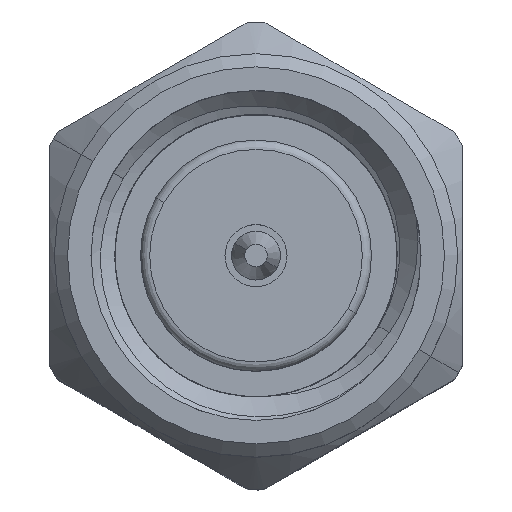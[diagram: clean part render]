
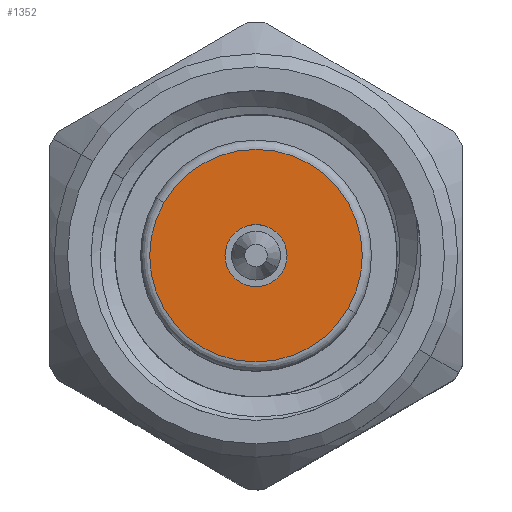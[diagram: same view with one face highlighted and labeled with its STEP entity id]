
A CAD part, top view. The second image highlights one B-rep face of the part: STEP entity #1352.
In plain terms, the highlighted face is planar.
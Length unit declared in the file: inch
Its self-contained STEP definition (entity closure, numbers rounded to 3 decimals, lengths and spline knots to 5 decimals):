
#16 = ORIENTED_EDGE ( 'NONE', *, *, #2233, .T. ) ;
#42 = FACE_BOUND ( 'NONE', #251, .T. ) ;
#47 = CARTESIAN_POINT ( 'NONE',  ( 0.1, 0., 0.0805 ) ) ;
#55 = DIRECTION ( 'NONE',  ( 0., 0., -1. ) ) ;
#89 = CARTESIAN_POINT ( 'NONE',  ( 0.1, 0., -0.0805 ) ) ;
#248 = ORIENTED_EDGE ( 'NONE', *, *, #1629, .F. ) ;
#251 = EDGE_LOOP ( 'NONE', ( #1528, #248 ) ) ;
#355 = CIRCLE ( 'NONE', #776, 0.0235 ) ;
#386 = CARTESIAN_POINT ( 'NONE',  ( 0.1, 0., 0. ) ) ;
#637 = DIRECTION ( 'NONE',  ( 0., 0., -1. ) ) ;
#723 = CIRCLE ( 'NONE', #1383, 0.0805 ) ;
#776 = AXIS2_PLACEMENT_3D ( 'NONE', #1901, #2174, #637 ) ;
#791 = EDGE_CURVE ( 'NONE', #1578, #3212, #1105, .T. ) ;
#1049 = CARTESIAN_POINT ( 'NONE',  ( 0.1, 0., 0. ) ) ;
#1077 = VERTEX_POINT ( 'NONE', #47 ) ;
#1093 = CARTESIAN_POINT ( 'NONE',  ( 0.1, 0., 0. ) ) ;
#1105 = CIRCLE ( 'NONE', #2139, 0.0235 ) ;
#1291 = ORIENTED_EDGE ( 'NONE', *, *, #2789, .T. ) ;
#1352 = ADVANCED_FACE ( 'NONE', ( #2408, #42 ), #1911, .F. ) ;
#1383 = AXIS2_PLACEMENT_3D ( 'NONE', #2644, #2366, #1558 ) ;
#1450 = CARTESIAN_POINT ( 'NONE',  ( 0.1, 0., 0.0235 ) ) ;
#1528 = ORIENTED_EDGE ( 'NONE', *, *, #791, .F. ) ;
#1530 = CARTESIAN_POINT ( 'NONE',  ( 0.1, 0., -0.0235 ) ) ;
#1558 = DIRECTION ( 'NONE',  ( 0., 0., -1. ) ) ;
#1578 = VERTEX_POINT ( 'NONE', #1530 ) ;
#1623 = DIRECTION ( 'NONE',  ( -1., 0., 0. ) ) ;
#1629 = EDGE_CURVE ( 'NONE', #3212, #1578, #355, .T. ) ;
#1901 = CARTESIAN_POINT ( 'NONE',  ( 0.1, 0., 0. ) ) ;
#1911 = PLANE ( 'NONE',  #2849 ) ;
#2085 = VERTEX_POINT ( 'NONE', #89 ) ;
#2139 = AXIS2_PLACEMENT_3D ( 'NONE', #1049, #1623, #2398 ) ;
#2174 = DIRECTION ( 'NONE',  ( -1., 0., 0. ) ) ;
#2233 = EDGE_CURVE ( 'NONE', #2085, #1077, #3145, .T. ) ;
#2291 = EDGE_LOOP ( 'NONE', ( #16, #1291 ) ) ;
#2366 = DIRECTION ( 'NONE',  ( -1., 0., 0. ) ) ;
#2398 = DIRECTION ( 'NONE',  ( 0., 0., -1. ) ) ;
#2408 = FACE_OUTER_BOUND ( 'NONE', #2291, .T. ) ;
#2528 = DIRECTION ( 'NONE',  ( -1., 0., 0. ) ) ;
#2644 = CARTESIAN_POINT ( 'NONE',  ( 0.1, 0., 0. ) ) ;
#2789 = EDGE_CURVE ( 'NONE', #1077, #2085, #723, .T. ) ;
#2849 = AXIS2_PLACEMENT_3D ( 'NONE', #1093, #3224, #55 ) ;
#3145 = CIRCLE ( 'NONE', #3363, 0.0805 ) ;
#3212 = VERTEX_POINT ( 'NONE', #1450 ) ;
#3224 = DIRECTION ( 'NONE',  ( 1., 0., 0. ) ) ;
#3343 = DIRECTION ( 'NONE',  ( 0., 0., -1. ) ) ;
#3363 = AXIS2_PLACEMENT_3D ( 'NONE', #386, #2528, #3343 ) ;
